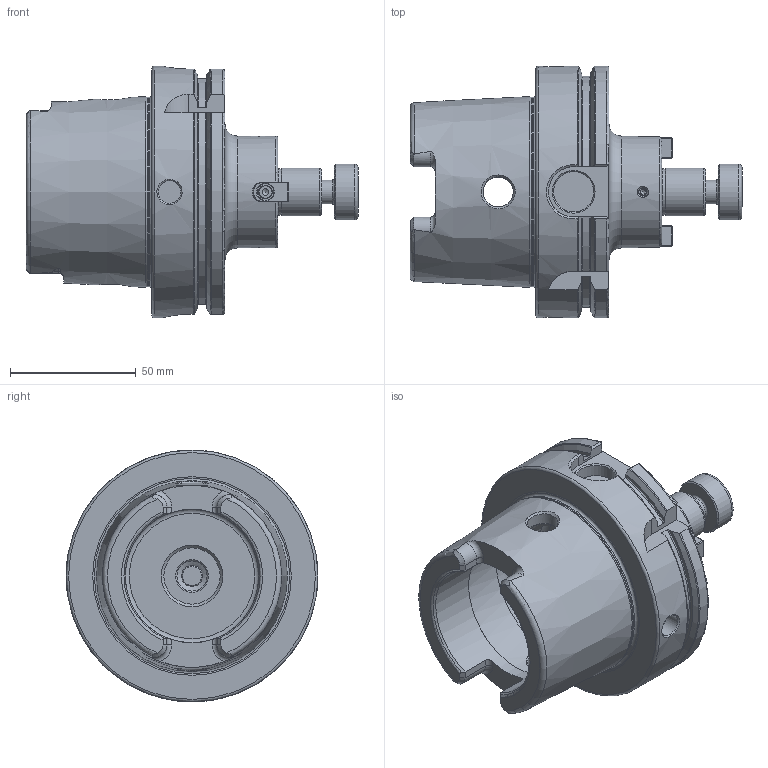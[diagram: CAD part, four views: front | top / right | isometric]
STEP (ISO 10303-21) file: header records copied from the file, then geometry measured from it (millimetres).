
FILE_DESCRIPTION(/* description */ (''),/* implementation_level */ '2;1');
FILE_NAME(/* name */ 'HSK100A-FMA19.05-50(AD).stp',/* time_stamp */ '2023-12-01T10:24:30+08:00',/* author */ ('Administrator'),/* organization */ (''),/* preprocessor_version */ 'ST-DEVELOPER v18.1',/* originating_system */ 'Autodesk Inventor 2022',/* authorisation */ '');
FILE_SCHEMA (('AUTOMOTIVE_DESIGN { 1 0 10303 214 3 1 1 }'));
Length unit declared in the file: millimetre
Products named in the file (6): HSK100A-FMA19.05-50(AD); HSK100A-FMA19.05-50(AD)_1; FMA19.05   7.9375   半圆键; 螺钉 GB/T 70.1 M3 x 10; ISO 4026 - M4 x 4; 内六角大圆柱头紧固螺钉   D22.225-3_8-24
UNF-L25
Assembly tree (8 placements, depth 2):
  HSK100A-FMA19.05-50(AD)
    HSK100A-FMA19.05-50(AD)_1
    FMA19.05   7.9375   半圆键  x2
    螺钉 GB/T 70.1 M3 x 10  x2
    ISO 4026 - M4 x 4  x2
    内六角大圆柱头紧固螺钉   D22.225-3_8-24
UNF-L25
Bounding box: 131.85 x 100 x 100 mm (x, y, z)
Volume: 292312.3 mm3; surface area: 59654.7 mm2
Topology: 8 solids, 8 shells, 319 faces, 806 edges, 512 vertices
Faces by surface type: plane 140, cylinder 61, cone 53, torus 40, bspline 25
Full cylindrical faces by diameter (mm): 2.5 x4, 3 x2, 3.3 x2, 3.5 x2, 4 x2, 5.5 x2, 6.5 x2, 7.8 x1, 8.382 x1, 9 x1, 9.525 x1, 10 x1, 10.5 x1, 12 x3, 16 x1, 18.65 x1, 19.05 x1, 22.225 x1, 22.376 x1, 24.6 x1, 44.45 x1, 53 x2, 63 x1, 75.296 x1, 100 x1
Entity records: 13468 total; most frequent: CARTESIAN_POINT 6869, ORIENTED_EDGE 1376, DIRECTION 1281, EDGE_CURVE 688, AXIS2_PLACEMENT_3D 495, VERTEX_POINT 441, EDGE_LOOP 297, LINE 291
